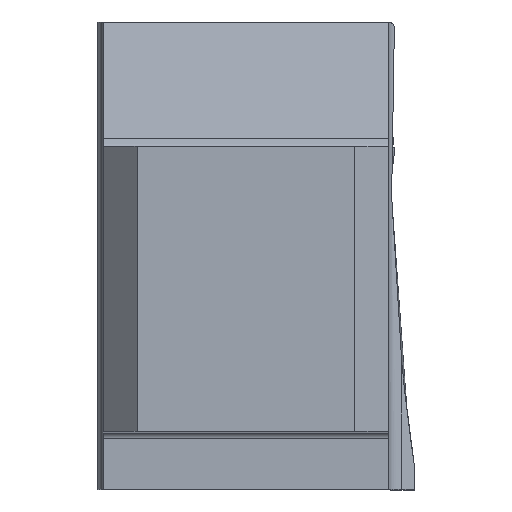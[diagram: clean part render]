
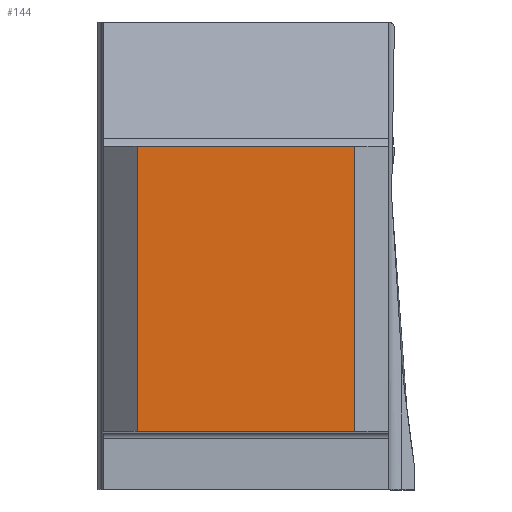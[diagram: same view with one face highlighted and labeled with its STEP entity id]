
A CAD part, top view. The second image highlights one B-rep face of the part: STEP entity #144.
In plain terms, the highlighted planar face has unit normal (0, 0, 1).
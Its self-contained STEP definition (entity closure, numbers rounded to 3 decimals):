
#144=ADVANCED_FACE('CU_BACK_SU1',(#256),#203,.F.);
#203=PLANE('',#1432);
#256=FACE_OUTER_BOUND('',#320,.T.);
#320=EDGE_LOOP('',(#522,#523,#524,#525));
#522=ORIENTED_EDGE('',*,*,#967,.F.);
#523=ORIENTED_EDGE('',*,*,#968,.T.);
#524=ORIENTED_EDGE('',*,*,#969,.T.);
#525=ORIENTED_EDGE('',*,*,#965,.F.);
#826=VERTEX_POINT('',#2061);
#827=VERTEX_POINT('',#2063);
#828=VERTEX_POINT('',#2067);
#829=VERTEX_POINT('',#2069);
#965=EDGE_CURVE('',#826,#827,#1116,.T.);
#967=EDGE_CURVE('',#828,#826,#1118,.T.);
#968=EDGE_CURVE('',#828,#829,#1119,.T.);
#969=EDGE_CURVE('',#829,#827,#1120,.T.);
#1116=LINE('',#2062,#1246);
#1118=LINE('',#2066,#1248);
#1119=LINE('',#2068,#1249);
#1120=LINE('',#2070,#1250);
#1246=VECTOR('',#1632,1.);
#1248=VECTOR('',#1636,1.);
#1249=VECTOR('',#1637,1.);
#1250=VECTOR('',#1638,1.);
#1432=AXIS2_PLACEMENT_3D('',#2071,#1639,#1640);
#1632=DIRECTION('',(1.,0.,0.));
#1636=DIRECTION('',(0.,1.,0.));
#1637=DIRECTION('',(1.,0.,0.));
#1638=DIRECTION('',(0.,1.,0.));
#1639=DIRECTION('',(0.,0.,-1.));
#1640=DIRECTION('',(-1.,0.,0.));
#2061=CARTESIAN_POINT('',(3.,25.325,0.));
#2062=CARTESIAN_POINT('',(-110.,25.325,0.));
#2063=CARTESIAN_POINT('',(22.325,25.325,0.));
#2066=CARTESIAN_POINT('',(3.,0.,0.));
#2067=CARTESIAN_POINT('',(3.,0.,0.));
#2068=CARTESIAN_POINT('',(-110.,0.,0.));
#2069=CARTESIAN_POINT('',(22.325,0.,0.));
#2070=CARTESIAN_POINT('',(22.325,0.,0.));
#2071=CARTESIAN_POINT('',(49.205,45.325,0.));
